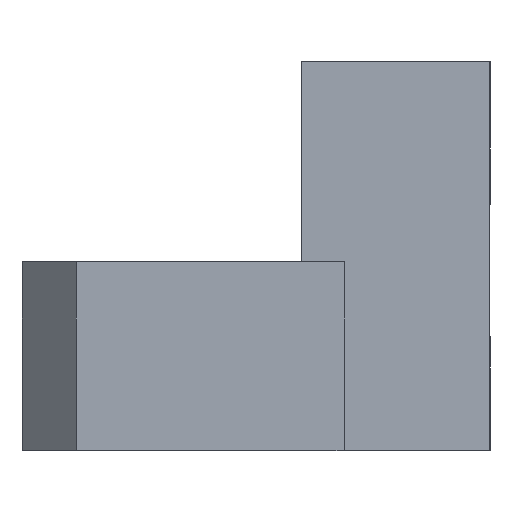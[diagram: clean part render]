
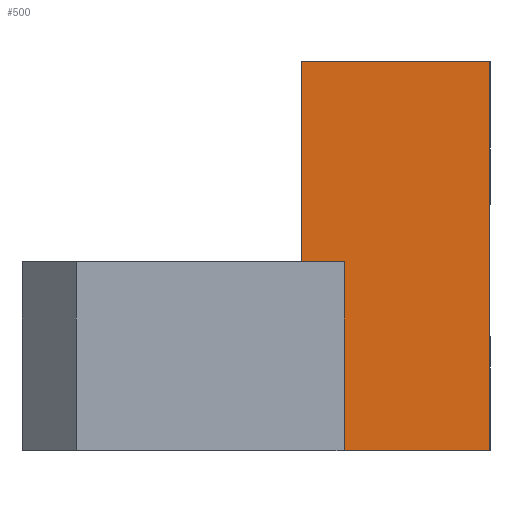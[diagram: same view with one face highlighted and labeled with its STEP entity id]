
A CAD part, left-side view. The second image highlights one B-rep face of the part: STEP entity #500.
In plain terms, the highlighted planar face has unit normal (-1, 0, 0).
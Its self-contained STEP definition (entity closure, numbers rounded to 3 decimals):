
#48 = VERTEX_POINT('',#49);
#49 = CARTESIAN_POINT('',(20.4,-65.4,54.4));
#55 = EDGE_CURVE('',#56,#48,#58,.T.);
#56 = VERTEX_POINT('',#57);
#57 = CARTESIAN_POINT('',(20.4,-65.4,0.));
#58 = LINE('',#59,#60);
#59 = CARTESIAN_POINT('',(20.4,-65.4,0.));
#60 = VECTOR('',#61,1.);
#61 = DIRECTION('',(0.,0.,1.));
#440 = EDGE_CURVE('',#48,#441,#443,.T.);
#441 = VERTEX_POINT('',#442);
#442 = CARTESIAN_POINT('',(20.4,-39.,54.4));
#443 = LINE('',#444,#445);
#444 = CARTESIAN_POINT('',(20.4,-65.4,54.4));
#445 = VECTOR('',#446,1.);
#446 = DIRECTION('',(0.,1.,0.));
#500 = ADVANCED_FACE('',(#501),#535,.T.);
#501 = FACE_BOUND('',#502,.T.);
#502 = EDGE_LOOP('',(#503,#511,#512,#513,#521,#529));
#503 = ORIENTED_EDGE('',*,*,#504,.F.);
#504 = EDGE_CURVE('',#56,#505,#507,.T.);
#505 = VERTEX_POINT('',#506);
#506 = CARTESIAN_POINT('',(20.4,-45.,0.));
#507 = LINE('',#508,#509);
#508 = CARTESIAN_POINT('',(20.4,-65.4,0.));
#509 = VECTOR('',#510,1.);
#510 = DIRECTION('',(0.,1.,0.));
#511 = ORIENTED_EDGE('',*,*,#55,.T.);
#512 = ORIENTED_EDGE('',*,*,#440,.T.);
#513 = ORIENTED_EDGE('',*,*,#514,.F.);
#514 = EDGE_CURVE('',#515,#441,#517,.T.);
#515 = VERTEX_POINT('',#516);
#516 = CARTESIAN_POINT('',(20.4,-39.,26.4));
#517 = LINE('',#518,#519);
#518 = CARTESIAN_POINT('',(20.4,-39.,14.4));
#519 = VECTOR('',#520,1.);
#520 = DIRECTION('',(0.,0.,1.));
#521 = ORIENTED_EDGE('',*,*,#522,.T.);
#522 = EDGE_CURVE('',#515,#523,#525,.T.);
#523 = VERTEX_POINT('',#524);
#524 = CARTESIAN_POINT('',(20.4,-45.,26.4));
#525 = LINE('',#526,#527);
#526 = CARTESIAN_POINT('',(20.4,-42.,26.4));
#527 = VECTOR('',#528,1.);
#528 = DIRECTION('',(0.,-1.,0.));
#529 = ORIENTED_EDGE('',*,*,#530,.F.);
#530 = EDGE_CURVE('',#505,#523,#531,.T.);
#531 = LINE('',#532,#533);
#532 = CARTESIAN_POINT('',(20.4,-45.,0.));
#533 = VECTOR('',#534,1.);
#534 = DIRECTION('',(0.,0.,1.));
#535 = PLANE('',#536);
#536 = AXIS2_PLACEMENT_3D('',#537,#538,#539);
#537 = CARTESIAN_POINT('',(20.4,-53.18,28.18));
#538 = DIRECTION('',(-1.,-0.,-0.));
#539 = DIRECTION('',(0.,0.,-1.));
